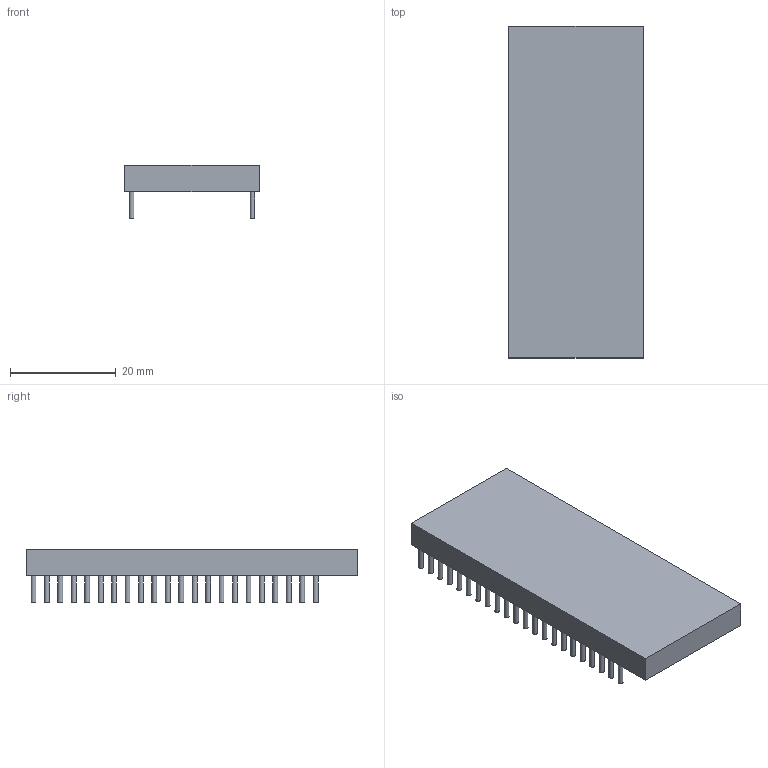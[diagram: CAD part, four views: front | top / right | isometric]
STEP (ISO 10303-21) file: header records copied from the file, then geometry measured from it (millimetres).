
FILE_DESCRIPTION(('FreeCAD Model'),'2;1');
FILE_NAME('17013044.1.7.stp','2022-09-30T11:24:31',( 'Author'),(''),'Open CASCADE STEP processor 6.9','FreeCAD','Unknown' );
FILE_SCHEMA(('AUTOMOTIVE_DESIGN { 1 0 10303 214 1 1 1 1 }'));
Length unit declared in the file: millimetre
Products named in the file (3): ASSEMBLY; Body; Leads
Assembly tree (2 placements, depth 2):
  ASSEMBLY
    Body
    Leads
Bounding box: 25.4 x 62.74 x 10.1 mm (x, y, z)
Volume: 8113.9 mm3; surface area: 4767.4 mm2
Topology: 45 solids, 45 shells, 138 faces, 144 edges, 96 vertices
Faces by surface type: plane 94, cylinder 44
Full cylindrical faces by diameter (mm): 0.91 x44
Entity records: 4815 total; most frequent: DIRECTION 802, CARTESIAN_POINT 669, ORIENTED_EDGE 288, PCURVE 288, DEFINITIONAL_REPRESENTATION 288, LINE 256, VECTOR 256, AXIS2_PLACEMENT_3D 229
